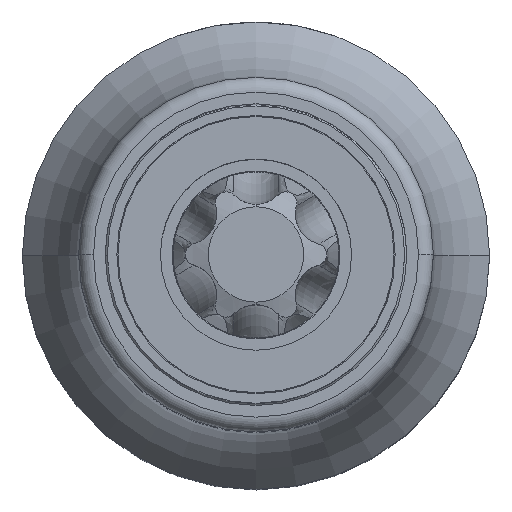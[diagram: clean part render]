
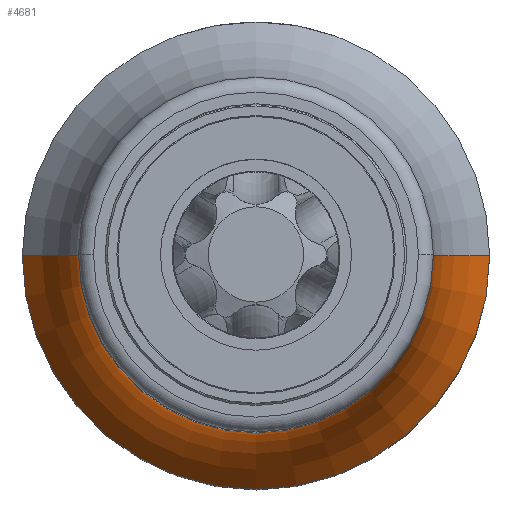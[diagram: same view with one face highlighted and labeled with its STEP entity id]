
A CAD part, top view. The second image highlights one B-rep face of the part: STEP entity #4681.
In plain terms, the highlighted toroidal (fillet/blend) face has major radius 18.35 mm and minor radius 10 mm.
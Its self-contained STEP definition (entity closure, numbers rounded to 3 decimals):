
#4247=CARTESIAN_POINT('',(0.,0.,18.2));
#4248=DIRECTION('',(0.,0.,1.));
#4249=DIRECTION('',(1.,0.,0.));
#4250=AXIS2_PLACEMENT_3D('',#4247,#4248,#4249);
#4255=CARTESIAN_POINT('',(18.35,0.,
24.981));
#4256=DIRECTION('',(0.,1.,0.));
#4257=DIRECTION('',(-0.735,0.,-0.678));
#4258=AXIS2_PLACEMENT_3D('',#4255,#4256,#4257);
#4263=CARTESIAN_POINT('',(-18.35,0.,
24.981));
#4264=DIRECTION('',(0.,-1.,0.));
#4265=DIRECTION('',(0.735,0.,-0.678));
#4266=AXIS2_PLACEMENT_3D('',#4263,#4264,#4265);
#4396=CARTESIAN_POINT('',(0.,0.,24.981));
#4397=DIRECTION('',(0.,0.,1.));
#4398=DIRECTION('',(1.,0.,0.));
#4399=AXIS2_PLACEMENT_3D('',#4396,#4397,#4398);
#4411=CARTESIAN_POINT('',(-11.,0.,18.2));
#4412=CARTESIAN_POINT('',(11.,0.,18.2));
#4413=VERTEX_POINT('',#4411);
#4414=VERTEX_POINT('',#4412);
#4415=CARTESIAN_POINT('',(-8.35,0.,24.981));
#4416=CARTESIAN_POINT('',(8.35,0.,24.981));
#4417=VERTEX_POINT('',#4415);
#4418=VERTEX_POINT('',#4416);
#4667=CARTESIAN_POINT('',(0.,0.,24.981));
#4668=DIRECTION('',(0.,0.,1.));
#4669=DIRECTION('',(1.,0.,0.));
#4670=AXIS2_PLACEMENT_3D('',#4667,#4668,#4669);
#4671=TOROIDAL_SURFACE('',#4670,18.35,10.);
#4672=ORIENTED_EDGE('',*,*,#4661,.F.);
#4674=ORIENTED_EDGE('',*,*,#4673,.T.);
#4676=ORIENTED_EDGE('',*,*,#4675,.T.);
#4678=ORIENTED_EDGE('',*,*,#4677,.F.);
#4679=EDGE_LOOP('',(#4672,#4674,#4676,#4678));
#4680=FACE_OUTER_BOUND('',#4679,.F.);
#4681=ADVANCED_FACE('',(#4680),#4671,.F.);
#4251=CIRCLE('',#4250,11.);
#4259=CIRCLE('',#4258,10.);
#4267=CIRCLE('',#4266,10.);
#4400=CIRCLE('',#4399,8.35);
#4661=EDGE_CURVE('',#4414,#4413,#4251,.T.);
#4673=EDGE_CURVE('',#4414,#4418,#4259,.T.);
#4675=EDGE_CURVE('',#4418,#4417,#4400,.T.);
#4677=EDGE_CURVE('',#4413,#4417,#4267,.T.);
